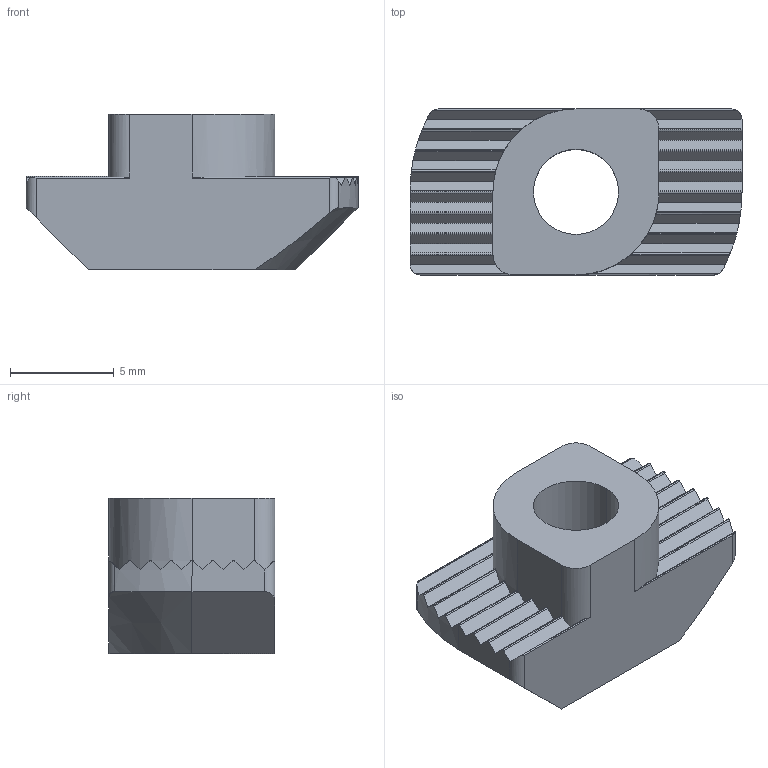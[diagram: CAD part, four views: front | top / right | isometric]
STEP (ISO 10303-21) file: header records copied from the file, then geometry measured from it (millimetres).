
FILE_DESCRIPTION(('STEP AP203'),'1');
FILE_NAME('fath_096h08530.stp','2021-11-23T12:39:24',('TraceParts'),('TraceParts S.A.'),'Spatial InterOp 3D',' ',' ');
FILE_SCHEMA(('CONFIG_CONTROL_DESIGN'));
Length unit declared in the file: millimetre
Products named in the file (1): 1
Bounding box: 16 x 8 x 7.5 mm (x, y, z)
Volume: 545.5 mm3; surface area: 586.9 mm2
Topology: 1 solids, 1 shells, 92 faces, 260 edges, 170 vertices
Faces by surface type: cylinder 48, plane 42, cone 2
Entity records: 3394 total; most frequent: CARTESIAN_POINT 1153, ORIENTED_EDGE 520, DIRECTION 392, EDGE_CURVE 260, VERTEX_POINT 170, AXIS2_PLACEMENT_3D 131, LINE 130, VECTOR 130
